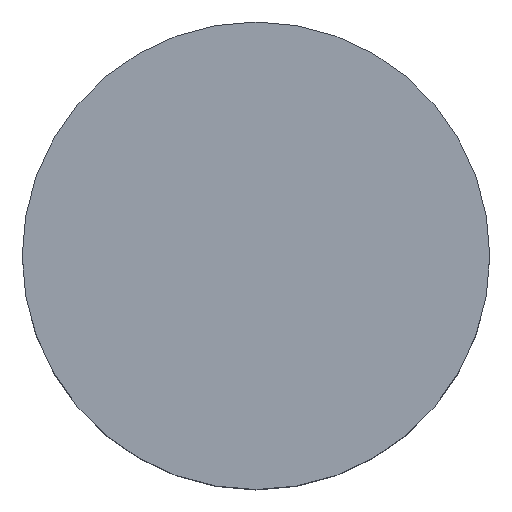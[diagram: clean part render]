
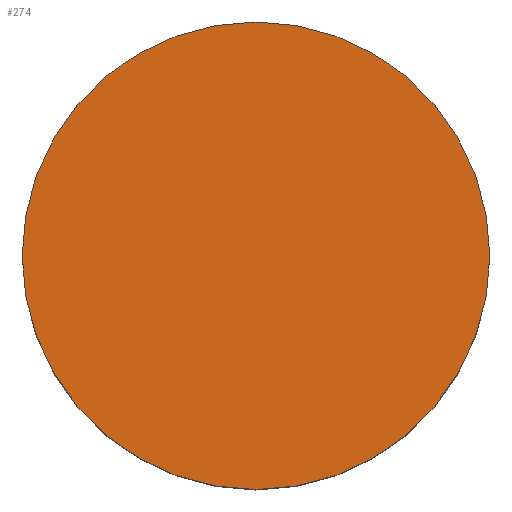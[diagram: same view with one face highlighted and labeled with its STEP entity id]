
A CAD part, top view. The second image highlights one B-rep face of the part: STEP entity #274.
In plain terms, the highlighted planar face has unit normal (0, 0, 1).
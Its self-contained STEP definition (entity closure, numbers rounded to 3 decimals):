
#3 = VERTEX_POINT ( 'NONE', #14 ) ;
#9 = EDGE_LOOP ( 'NONE', ( #228, #233 ) ) ;
#14 = CARTESIAN_POINT ( 'NONE',  ( -3., 0., 0. ) ) ;
#29 = AXIS2_PLACEMENT_3D ( 'NONE', #305, #223, #86 ) ;
#52 = CARTESIAN_POINT ( 'NONE',  ( 0., 0., 0. ) ) ;
#71 = CARTESIAN_POINT ( 'NONE',  ( 0., 0., 0. ) ) ;
#77 = DIRECTION ( 'NONE',  ( 1., 0., 0. ) ) ;
#86 = DIRECTION ( 'NONE',  ( 1., 0., 0. ) ) ;
#91 = CIRCLE ( 'NONE', #29, 3. ) ;
#109 = CIRCLE ( 'NONE', #260, 3. ) ;
#135 = PLANE ( 'NONE',  #253 ) ;
#157 = DIRECTION ( 'NONE',  ( 1., 0., 0. ) ) ;
#180 = DIRECTION ( 'NONE',  ( 0., 0., 1. ) ) ;
#191 = DIRECTION ( 'NONE',  ( 0., 0., 1. ) ) ;
#197 = EDGE_CURVE ( 'NONE', #3, #304, #109, .T. ) ;
#223 = DIRECTION ( 'NONE',  ( 0., 0., 1. ) ) ;
#228 = ORIENTED_EDGE ( 'NONE', *, *, #317, .T. ) ;
#233 = ORIENTED_EDGE ( 'NONE', *, *, #197, .T. ) ;
#242 = CARTESIAN_POINT ( 'NONE',  ( 3., 0., 0. ) ) ;
#243 = FACE_OUTER_BOUND ( 'NONE', #9, .T. ) ;
#253 = AXIS2_PLACEMENT_3D ( 'NONE', #52, #191, #77 ) ;
#260 = AXIS2_PLACEMENT_3D ( 'NONE', #71, #180, #157 ) ;
#274 = ADVANCED_FACE ( 'NONE', ( #243 ), #135, .T. ) ;
#304 = VERTEX_POINT ( 'NONE', #242 ) ;
#305 = CARTESIAN_POINT ( 'NONE',  ( 0., 0., 0. ) ) ;
#317 = EDGE_CURVE ( 'NONE', #304, #3, #91, .T. ) ;
